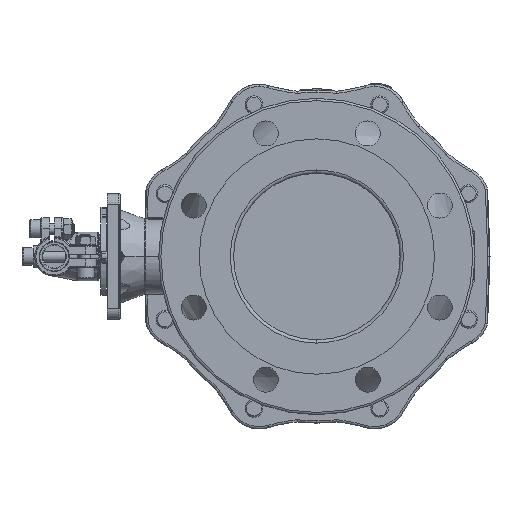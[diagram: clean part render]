
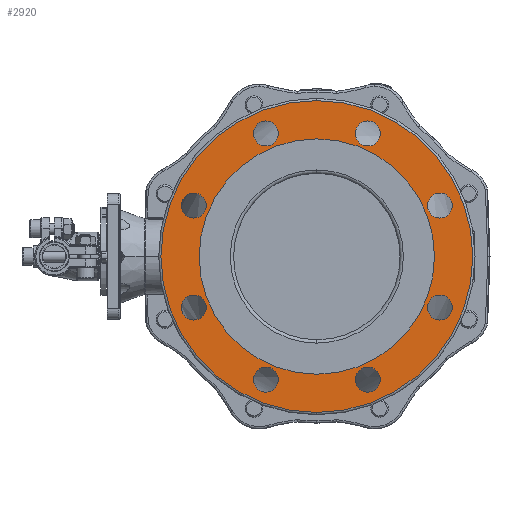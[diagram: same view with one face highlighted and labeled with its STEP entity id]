
A CAD part, left-side view. The second image highlights one B-rep face of the part: STEP entity #2920.
In plain terms, the highlighted planar face has unit normal (-1, 0, 0).
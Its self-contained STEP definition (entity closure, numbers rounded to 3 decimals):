
#2920=ADVANCED_FACE('',(#7284,#7285,#7286,#7287,#7288,#7289,#7290,#7291,#7292,#7293),#7294,.T.);
#7284=FACE_OUTER_BOUND('',#14588,.T.);
#7285=FACE_BOUND('',#14589,.T.);
#7286=FACE_BOUND('',#14590,.T.);
#7287=FACE_BOUND('',#14591,.T.);
#7288=FACE_BOUND('',#14592,.T.);
#7289=FACE_BOUND('',#14593,.T.);
#7290=FACE_BOUND('',#14594,.T.);
#7291=FACE_BOUND('',#14595,.T.);
#7292=FACE_BOUND('',#14596,.T.);
#7293=FACE_BOUND('',#14597,.T.);
#7294=PLANE('',#14598);
#14588=EDGE_LOOP('',(#29974,#29975));
#14589=EDGE_LOOP('',(#29976,#29977));
#14590=EDGE_LOOP('',(#29978,#29979));
#14591=EDGE_LOOP('',(#29980,#29981));
#14592=EDGE_LOOP('',(#29982,#29983));
#14593=EDGE_LOOP('',(#29984,#29985));
#14594=EDGE_LOOP('',(#29986,#29987));
#14595=EDGE_LOOP('',(#29988,#29989));
#14596=EDGE_LOOP('',(#29990,#29991));
#14597=EDGE_LOOP('',(#29992,#29993));
#14598=AXIS2_PLACEMENT_3D('',#29994,#29995,#29996);
#29974=ORIENTED_EDGE('',*,*,#44540,.F.);
#29975=ORIENTED_EDGE('',*,*,#44101,.F.);
#29976=ORIENTED_EDGE('',*,*,#44011,.T.);
#29977=ORIENTED_EDGE('',*,*,#44630,.T.);
#29978=ORIENTED_EDGE('',*,*,#44016,.T.);
#29979=ORIENTED_EDGE('',*,*,#44631,.T.);
#29980=ORIENTED_EDGE('',*,*,#44021,.T.);
#29981=ORIENTED_EDGE('',*,*,#44632,.T.);
#29982=ORIENTED_EDGE('',*,*,#44026,.T.);
#29983=ORIENTED_EDGE('',*,*,#44633,.T.);
#29984=ORIENTED_EDGE('',*,*,#44031,.T.);
#29985=ORIENTED_EDGE('',*,*,#44634,.T.);
#29986=ORIENTED_EDGE('',*,*,#44036,.T.);
#29987=ORIENTED_EDGE('',*,*,#44635,.T.);
#29988=ORIENTED_EDGE('',*,*,#44041,.T.);
#29989=ORIENTED_EDGE('',*,*,#44636,.T.);
#29990=ORIENTED_EDGE('',*,*,#44046,.T.);
#29991=ORIENTED_EDGE('',*,*,#44637,.T.);
#29992=ORIENTED_EDGE('',*,*,#44537,.T.);
#29993=ORIENTED_EDGE('',*,*,#44108,.T.);
#29994=CARTESIAN_POINT('',(2.0,123.25,0.0));
#29995=DIRECTION('',(-1.0,0.,0.0));
#29996=DIRECTION('',(0.,1.0,0.0));
#44011=EDGE_CURVE('',#52087,#52084,#52088,.T.);
#44016=EDGE_CURVE('',#52096,#52093,#52097,.T.);
#44021=EDGE_CURVE('',#52105,#52102,#52106,.T.);
#44026=EDGE_CURVE('',#52114,#52111,#52115,.T.);
#44031=EDGE_CURVE('',#52123,#52120,#52124,.T.);
#44036=EDGE_CURVE('',#52132,#52129,#52133,.T.);
#44041=EDGE_CURVE('',#52141,#52138,#52142,.T.);
#44046=EDGE_CURVE('',#52150,#52147,#52151,.T.);
#44101=EDGE_CURVE('',#52246,#52249,#52250,.T.);
#44108=EDGE_CURVE('',#52255,#52259,#52261,.T.);
#44537=EDGE_CURVE('',#52259,#52255,#52878,.T.);
#44540=EDGE_CURVE('',#52249,#52246,#52881,.T.);
#44630=EDGE_CURVE('',#52084,#52087,#52991,.T.);
#44631=EDGE_CURVE('',#52093,#52096,#52992,.T.);
#44632=EDGE_CURVE('',#52102,#52105,#52993,.T.);
#44633=EDGE_CURVE('',#52111,#52114,#52994,.T.);
#44634=EDGE_CURVE('',#52120,#52123,#52995,.T.);
#44635=EDGE_CURVE('',#52129,#52132,#52996,.T.);
#44636=EDGE_CURVE('',#52138,#52141,#52997,.T.);
#44637=EDGE_CURVE('',#52147,#52150,#52998,.T.);
#52084=VERTEX_POINT('',#64271);
#52087=VERTEX_POINT('',#64275);
#52088=CIRCLE('',#64276,11.25);
#52093=VERTEX_POINT('',#64282);
#52096=VERTEX_POINT('',#64286);
#52097=CIRCLE('',#64287,11.25);
#52102=VERTEX_POINT('',#64293);
#52105=VERTEX_POINT('',#64297);
#52106=CIRCLE('',#64298,11.25);
#52111=VERTEX_POINT('',#64304);
#52114=VERTEX_POINT('',#64308);
#52115=CIRCLE('',#64309,11.25);
#52120=VERTEX_POINT('',#64315);
#52123=VERTEX_POINT('',#64319);
#52124=CIRCLE('',#64320,11.25);
#52129=VERTEX_POINT('',#64326);
#52132=VERTEX_POINT('',#64330);
#52133=CIRCLE('',#64331,11.25);
#52138=VERTEX_POINT('',#64337);
#52141=VERTEX_POINT('',#64341);
#52142=CIRCLE('',#64342,11.25);
#52147=VERTEX_POINT('',#64348);
#52150=VERTEX_POINT('',#64352);
#52151=CIRCLE('',#64353,11.25);
#52246=VERTEX_POINT('',#64515);
#52249=VERTEX_POINT('',#64518);
#52250=CIRCLE('',#64519,140.5);
#52255=VERTEX_POINT('',#64524);
#52259=VERTEX_POINT('',#64529);
#52261=CIRCLE('',#64532,106.0);
#52878=CIRCLE('',#65597,106.0);
#52881=CIRCLE('',#65600,140.5);
#52991=CIRCLE('',#65830,11.25);
#52992=CIRCLE('',#65831,11.25);
#52993=CIRCLE('',#65832,11.25);
#52994=CIRCLE('',#65833,11.25);
#52995=CIRCLE('',#65834,11.25);
#52996=CIRCLE('',#65835,11.25);
#52997=CIRCLE('',#65836,11.25);
#52998=CIRCLE('',#65837,11.25);
#64271=CARTESIAN_POINT('',(2.0,110.866,57.172));
#64275=CARTESIAN_POINT('',(2.0,110.866,34.672));
#64276=AXIS2_PLACEMENT_3D('',#85388,#85389,#85390);
#64282=CARTESIAN_POINT('',(2.,45.922,122.116));
#64286=CARTESIAN_POINT('',(2.,45.922,99.616));
#64287=AXIS2_PLACEMENT_3D('',#85396,#85397,#85398);
#64293=CARTESIAN_POINT('',(2.,-45.922,122.116));
#64297=CARTESIAN_POINT('',(2.,-45.922,99.616));
#64298=AXIS2_PLACEMENT_3D('',#85404,#85405,#85406);
#64304=CARTESIAN_POINT('',(2.,-110.866,57.172));
#64308=CARTESIAN_POINT('',(2.,-110.866,34.672));
#64309=AXIS2_PLACEMENT_3D('',#85412,#85413,#85414);
#64315=CARTESIAN_POINT('',(2.,-110.866,-34.672));
#64319=CARTESIAN_POINT('',(2.,-110.866,-57.172));
#64320=AXIS2_PLACEMENT_3D('',#85420,#85421,#85422);
#64326=CARTESIAN_POINT('',(2.,-45.922,-99.616));
#64330=CARTESIAN_POINT('',(2.,-45.922,-122.116));
#64331=AXIS2_PLACEMENT_3D('',#85428,#85429,#85430);
#64337=CARTESIAN_POINT('',(2.,45.922,-99.616));
#64341=CARTESIAN_POINT('',(2.,45.922,-122.116));
#64342=AXIS2_PLACEMENT_3D('',#85436,#85437,#85438);
#64348=CARTESIAN_POINT('',(2.0,110.866,-34.672));
#64352=CARTESIAN_POINT('',(2.0,110.866,-57.172));
#64353=AXIS2_PLACEMENT_3D('',#85444,#85445,#85446);
#64515=CARTESIAN_POINT('',(2.,0.,-140.5));
#64518=CARTESIAN_POINT('',(2.,0.,140.5));
#64519=AXIS2_PLACEMENT_3D('',#85505,#85506,#85507);
#64524=CARTESIAN_POINT('',(2.,106.0,0.));
#64529=CARTESIAN_POINT('',(2.,-106.0,0.));
#64532=AXIS2_PLACEMENT_3D('',#85519,#85520,#85521);
#65597=AXIS2_PLACEMENT_3D('',#86105,#86106,#86107);
#65600=AXIS2_PLACEMENT_3D('',#86111,#86112,#86113);
#65830=AXIS2_PLACEMENT_3D('',#86178,#86179,#86180);
#65831=AXIS2_PLACEMENT_3D('',#86181,#86182,#86183);
#65832=AXIS2_PLACEMENT_3D('',#86184,#86185,#86186);
#65833=AXIS2_PLACEMENT_3D('',#86187,#86188,#86189);
#65834=AXIS2_PLACEMENT_3D('',#86190,#86191,#86192);
#65835=AXIS2_PLACEMENT_3D('',#86193,#86194,#86195);
#65836=AXIS2_PLACEMENT_3D('',#86196,#86197,#86198);
#65837=AXIS2_PLACEMENT_3D('',#86199,#86200,#86201);
#85388=CARTESIAN_POINT('',(2.0,110.866,45.922));
#85389=DIRECTION('',(1.0,0.,-0.0));
#85390=DIRECTION('',(0.0,0.0,1.0));
#85396=CARTESIAN_POINT('',(2.,45.922,110.866));
#85397=DIRECTION('',(1.0,0.,-0.0));
#85398=DIRECTION('',(0.0,0.0,1.0));
#85404=CARTESIAN_POINT('',(2.,-45.922,110.866));
#85405=DIRECTION('',(1.0,0.,-0.0));
#85406=DIRECTION('',(0.0,0.0,1.0));
#85412=CARTESIAN_POINT('',(2.,-110.866,45.922));
#85413=DIRECTION('',(1.0,0.,-0.0));
#85414=DIRECTION('',(0.0,0.0,1.0));
#85420=CARTESIAN_POINT('',(2.,-110.866,-45.922));
#85421=DIRECTION('',(1.0,0.,-0.0));
#85422=DIRECTION('',(0.0,0.0,1.0));
#85428=CARTESIAN_POINT('',(2.,-45.922,-110.866));
#85429=DIRECTION('',(1.0,0.,-0.0));
#85430=DIRECTION('',(0.0,0.0,1.0));
#85436=CARTESIAN_POINT('',(2.,45.922,-110.866));
#85437=DIRECTION('',(1.0,0.,-0.0));
#85438=DIRECTION('',(0.0,0.0,1.0));
#85444=CARTESIAN_POINT('',(2.0,110.866,-45.922));
#85445=DIRECTION('',(1.0,0.,-0.0));
#85446=DIRECTION('',(0.0,0.0,1.0));
#85505=CARTESIAN_POINT('',(2.,0.,0.0));
#85506=DIRECTION('',(1.0,0.0,0.0));
#85507=DIRECTION('',(0.0,1.0,0.0));
#85519=CARTESIAN_POINT('',(2.,0.,0.0));
#85520=DIRECTION('',(1.0,0.0,0.0));
#85521=DIRECTION('',(0.0,1.0,0.0));
#86105=CARTESIAN_POINT('',(2.,0.,0.0));
#86106=DIRECTION('',(1.0,0.0,0.0));
#86107=DIRECTION('',(0.0,1.0,0.0));
#86111=CARTESIAN_POINT('',(2.,0.,0.0));
#86112=DIRECTION('',(1.0,0.0,0.0));
#86113=DIRECTION('',(0.0,1.0,0.0));
#86178=CARTESIAN_POINT('',(2.0,110.866,45.922));
#86179=DIRECTION('',(1.0,0.,-0.0));
#86180=DIRECTION('',(0.0,0.0,1.0));
#86181=CARTESIAN_POINT('',(2.,45.922,110.866));
#86182=DIRECTION('',(1.0,0.,-0.0));
#86183=DIRECTION('',(0.0,0.0,1.0));
#86184=CARTESIAN_POINT('',(2.,-45.922,110.866));
#86185=DIRECTION('',(1.0,0.,-0.0));
#86186=DIRECTION('',(0.0,0.0,1.0));
#86187=CARTESIAN_POINT('',(2.,-110.866,45.922));
#86188=DIRECTION('',(1.0,0.,-0.0));
#86189=DIRECTION('',(0.0,0.0,1.0));
#86190=CARTESIAN_POINT('',(2.,-110.866,-45.922));
#86191=DIRECTION('',(1.0,0.,-0.0));
#86192=DIRECTION('',(0.0,0.0,1.0));
#86193=CARTESIAN_POINT('',(2.,-45.922,-110.866));
#86194=DIRECTION('',(1.0,0.,-0.0));
#86195=DIRECTION('',(0.0,0.0,1.0));
#86196=CARTESIAN_POINT('',(2.,45.922,-110.866));
#86197=DIRECTION('',(1.0,0.,-0.0));
#86198=DIRECTION('',(0.0,0.0,1.0));
#86199=CARTESIAN_POINT('',(2.0,110.866,-45.922));
#86200=DIRECTION('',(1.0,0.,-0.0));
#86201=DIRECTION('',(0.0,0.0,1.0));
